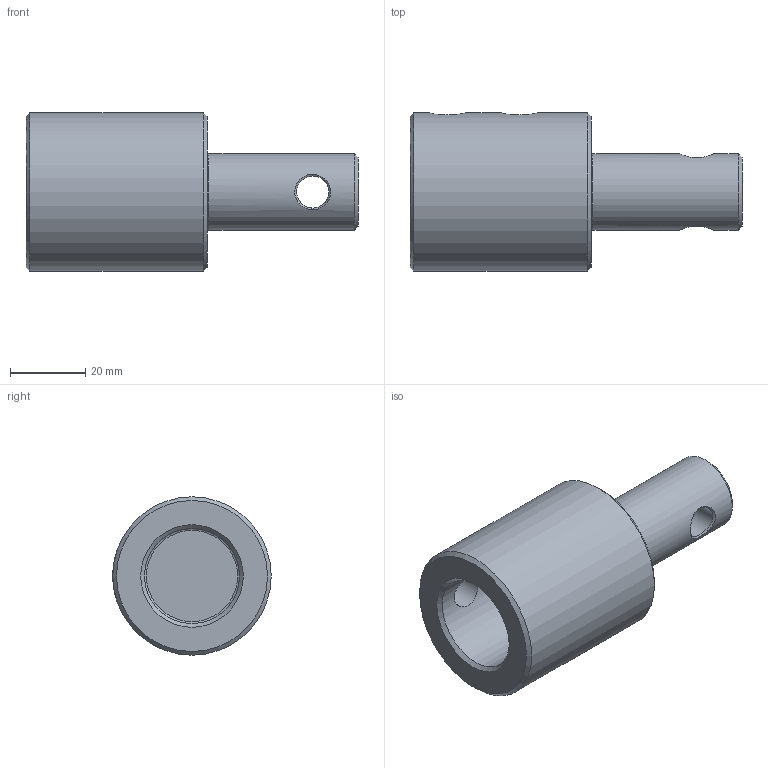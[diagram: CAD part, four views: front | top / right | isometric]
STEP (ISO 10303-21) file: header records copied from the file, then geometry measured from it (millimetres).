
FILE_DESCRIPTION(('FreeCAD Model'),'2;1');
FILE_NAME('Open CASCADE Shape Model','2024-07-14T19:17:27',(''),(''), 'Open CASCADE STEP processor 7.6','FreeCAD','Unknown');
FILE_SCHEMA(('AUTOMOTIVE_DESIGN { 1 0 10303 214 1 1 1 1 }'));
Length unit declared in the file: millimetre
Products named in the file (1): Chamfer007
Bounding box: 88 x 42 x 42 mm (x, y, z)
Volume: 57205.8 mm3; surface area: 15155.5 mm2
Topology: 1 solids, 1 shells, 23 faces, 54 edges, 30 vertices
Faces by surface type: bspline 7, cylinder 6, cone 4, plane 4, torus 2
Full cylindrical faces by diameter (mm): 8.5 x1, 9 x2, 20.4 x1, 25.2 x1, 42 x1
Entity records: 4400 total; most frequent: CARTESIAN_POINT 3409, DIRECTION 137, ORIENTED_EDGE 108, PCURVE 108, DEFINITIONAL_REPRESENTATION 108, B_SPLINE_CURVE_WITH_KNOTS 73, LINE 69, VECTOR 69
